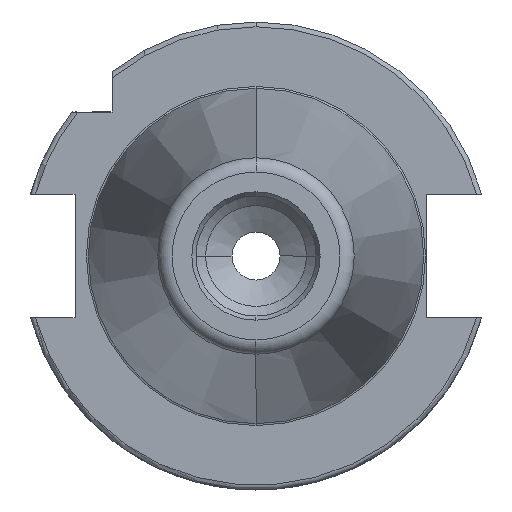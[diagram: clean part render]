
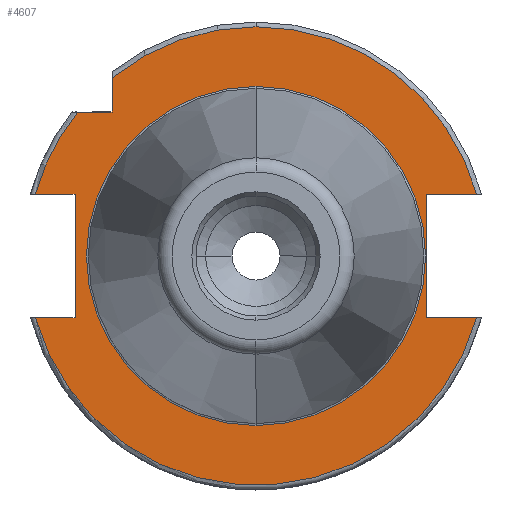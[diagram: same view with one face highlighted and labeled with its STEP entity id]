
A CAD part, left-side view. The second image highlights one B-rep face of the part: STEP entity #4607.
In plain terms, the highlighted planar face has unit normal (-1, 0, 0).
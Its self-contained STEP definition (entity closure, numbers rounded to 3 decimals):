
#33 = ORIENTED_EDGE ( 'NONE', *, *, #2050, .T. ) ;
#40 = DIRECTION ( 'NONE',  ( 0., -1., 0. ) ) ;
#80 = LINE ( 'NONE', #1745, #1721 ) ;
#84 = ORIENTED_EDGE ( 'NONE', *, *, #708, .F. ) ;
#105 = EDGE_CURVE ( 'NONE', #2788, #4557, #228, .T. ) ;
#147 = ORIENTED_EDGE ( 'NONE', *, *, #972, .F. ) ;
#184 = CIRCLE ( 'NONE', #2914, 47.75 ) ;
#196 = CARTESIAN_POINT ( 'NONE',  ( 3.2, -12.85, -35.5 ) ) ;
#228 = LINE ( 'NONE', #1240, #3938 ) ;
#270 = CARTESIAN_POINT ( 'NONE',  ( 3.2, 12.85, -45.988 ) ) ;
#288 = CARTESIAN_POINT ( 'NONE',  ( 3.2, 12.85, 37.7 ) ) ;
#306 = CARTESIAN_POINT ( 'NONE',  ( 3.2, -30., 30. ) ) ;
#375 = AXIS2_PLACEMENT_3D ( 'NONE', #3264, #3331, #3420 ) ;
#401 = CIRCLE ( 'NONE', #375, 47.75 ) ;
#412 = VECTOR ( 'NONE', #3318, 1000. ) ;
#460 = VERTEX_POINT ( 'NONE', #2121 ) ;
#656 = EDGE_CURVE ( 'NONE', #1316, #460, #3306, .T. ) ;
#701 = DIRECTION ( 'NONE',  ( -1., 0., 0. ) ) ;
#708 = EDGE_CURVE ( 'NONE', #1671, #987, #4009, .T. ) ;
#731 = VERTEX_POINT ( 'NONE', #2688 ) ;
#734 = DIRECTION ( 'NONE',  ( -1., 0., 0. ) ) ;
#785 = AXIS2_PLACEMENT_3D ( 'NONE', #2938, #734, #3302 ) ;
#831 = ORIENTED_EDGE ( 'NONE', *, *, #2993, .T. ) ;
#927 = ORIENTED_EDGE ( 'NONE', *, *, #105, .F. ) ;
#962 = CARTESIAN_POINT ( 'NONE',  ( 3.2, -30., 37.149 ) ) ;
#972 = EDGE_CURVE ( 'NONE', #460, #1207, #4064, .T. ) ;
#987 = VERTEX_POINT ( 'NONE', #2059 ) ;
#1045 = VECTOR ( 'NONE', #3525, 1000. ) ;
#1056 = DIRECTION ( 'NONE',  ( 0., -1., 0. ) ) ;
#1207 = VERTEX_POINT ( 'NONE', #4205 ) ;
#1240 = CARTESIAN_POINT ( 'NONE',  ( 3.2, 12.85, -35.5 ) ) ;
#1255 = VERTEX_POINT ( 'NONE', #1951 ) ;
#1316 = VERTEX_POINT ( 'NONE', #962 ) ;
#1362 = EDGE_CURVE ( 'NONE', #3884, #731, #3464, .T. ) ;
#1415 = LINE ( 'NONE', #3159, #3280 ) ;
#1489 = CIRCLE ( 'NONE', #4450, 47.75 ) ;
#1530 = CARTESIAN_POINT ( 'NONE',  ( 3.2, 12.85, 37.7 ) ) ;
#1586 = EDGE_CURVE ( 'NONE', #731, #3884, #2784, .T. ) ;
#1634 = CARTESIAN_POINT ( 'NONE',  ( 3.2, -47.75, 0. ) ) ;
#1645 = CARTESIAN_POINT ( 'NONE',  ( 3.2, 35.325, 0. ) ) ;
#1671 = VERTEX_POINT ( 'NONE', #1857 ) ;
#1721 = VECTOR ( 'NONE', #2505, 1000. ) ;
#1745 = CARTESIAN_POINT ( 'NONE',  ( 3.2, -12.85, -35.5 ) ) ;
#1765 = EDGE_CURVE ( 'NONE', #1316, #987, #401, .T. ) ;
#1849 = ORIENTED_EDGE ( 'NONE', *, *, #2911, .T. ) ;
#1857 = CARTESIAN_POINT ( 'NONE',  ( 3.2, -12.85, 37.7 ) ) ;
#1951 = CARTESIAN_POINT ( 'NONE',  ( 3.2, 12.85, 45.988 ) ) ;
#1970 = VECTOR ( 'NONE', #2989, 1000. ) ;
#2050 = EDGE_CURVE ( 'NONE', #3856, #1207, #1489, .T. ) ;
#2053 = FACE_OUTER_BOUND ( 'NONE', #3424, .T. ) ;
#2059 = CARTESIAN_POINT ( 'NONE',  ( 3.2, -12.85, 45.988 ) ) ;
#2068 = CARTESIAN_POINT ( 'NONE',  ( 3.2, 0., 0. ) ) ;
#2088 = DIRECTION ( 'NONE',  ( 0., -1., 0. ) ) ;
#2096 = DIRECTION ( 'NONE',  ( -1., 0., 0. ) ) ;
#2099 = DIRECTION ( 'NONE',  ( 0., 1., 0. ) ) ;
#2105 = DIRECTION ( 'NONE',  ( 0., -1., 0. ) ) ;
#2121 = CARTESIAN_POINT ( 'NONE',  ( 3.2, -30., 30. ) ) ;
#2159 = DIRECTION ( 'NONE',  ( -1., 0., 0. ) ) ;
#2173 = VECTOR ( 'NONE', #2823, 1000. ) ;
#2291 = ORIENTED_EDGE ( 'NONE', *, *, #3936, .T. ) ;
#2387 = DIRECTION ( 'NONE',  ( -1., 0., 0. ) ) ;
#2398 = CARTESIAN_POINT ( 'NONE',  ( 3.2, 0., 0. ) ) ;
#2402 = CARTESIAN_POINT ( 'NONE',  ( 3.2, 0., 0. ) ) ;
#2481 = AXIS2_PLACEMENT_3D ( 'NONE', #2398, #2387, #2105 ) ;
#2503 = CARTESIAN_POINT ( 'NONE',  ( 3.2, -30., 38.426 ) ) ;
#2505 = DIRECTION ( 'NONE',  ( 0., 0., -1. ) ) ;
#2557 = ORIENTED_EDGE ( 'NONE', *, *, #3798, .T. ) ;
#2648 = AXIS2_PLACEMENT_3D ( 'NONE', #2068, #2096, #2088 ) ;
#2688 = CARTESIAN_POINT ( 'NONE',  ( 3.2, -35.325, 0. ) ) ;
#2741 = CARTESIAN_POINT ( 'NONE',  ( 3.2, 12.85, 37.7 ) ) ;
#2770 = VECTOR ( 'NONE', #3434, 1000. ) ;
#2784 = CIRCLE ( 'NONE', #2648, 35.325 ) ;
#2788 = VERTEX_POINT ( 'NONE', #2984 ) ;
#2792 = AXIS2_PLACEMENT_3D ( 'NONE', #3907, #4246, #2099 ) ;
#2823 = DIRECTION ( 'NONE',  ( 0., -1., 0. ) ) ;
#2889 = LINE ( 'NONE', #2741, #2770 ) ;
#2911 = EDGE_CURVE ( 'NONE', #4441, #4491, #80, .T. ) ;
#2914 = AXIS2_PLACEMENT_3D ( 'NONE', #4293, #2159, #40 ) ;
#2938 = CARTESIAN_POINT ( 'NONE',  ( 3.2, 0., 0. ) ) ;
#2984 = CARTESIAN_POINT ( 'NONE',  ( 3.2, 12.85, -35.5 ) ) ;
#2989 = DIRECTION ( 'NONE',  ( 0., 0., 1. ) ) ;
#2993 = EDGE_CURVE ( 'NONE', #1255, #4557, #3355, .T. ) ;
#3063 = EDGE_LOOP ( 'NONE', ( #3129, #3293 ) ) ;
#3091 = DIRECTION ( 'NONE',  ( 0., 0., -1. ) ) ;
#3129 = ORIENTED_EDGE ( 'NONE', *, *, #1586, .F. ) ;
#3159 = CARTESIAN_POINT ( 'NONE',  ( 3.2, 12.85, -35.5 ) ) ;
#3160 = LINE ( 'NONE', #288, #2173 ) ;
#3264 = CARTESIAN_POINT ( 'NONE',  ( 3.2, 0., 0. ) ) ;
#3280 = VECTOR ( 'NONE', #4562, 1000. ) ;
#3293 = ORIENTED_EDGE ( 'NONE', *, *, #1362, .F. ) ;
#3302 = DIRECTION ( 'NONE',  ( 0., -1., 0. ) ) ;
#3306 = LINE ( 'NONE', #2503, #412 ) ;
#3318 = DIRECTION ( 'NONE',  ( 0., 0., -1. ) ) ;
#3331 = DIRECTION ( 'NONE',  ( -1., 0., 0. ) ) ;
#3355 = CIRCLE ( 'NONE', #785, 47.75 ) ;
#3418 = ORIENTED_EDGE ( 'NONE', *, *, #4564, .F. ) ;
#3420 = DIRECTION ( 'NONE',  ( 0., -1., 0. ) ) ;
#3424 = EDGE_LOOP ( 'NONE', ( #927, #2291, #1849, #4124, #33, #147, #3644, #3518, #84, #3418, #2557, #831 ) ) ;
#3434 = DIRECTION ( 'NONE',  ( 0., 0., 1. ) ) ;
#3464 = CIRCLE ( 'NONE', #2481, 35.325 ) ;
#3481 = EDGE_CURVE ( 'NONE', #4491, #3856, #184, .T. ) ;
#3518 = ORIENTED_EDGE ( 'NONE', *, *, #1765, .T. ) ;
#3525 = DIRECTION ( 'NONE',  ( 0., -1., 0. ) ) ;
#3644 = ORIENTED_EDGE ( 'NONE', *, *, #656, .F. ) ;
#3651 = CARTESIAN_POINT ( 'NONE',  ( 3.2, -12.85, 37.7 ) ) ;
#3798 = EDGE_CURVE ( 'NONE', #4352, #1255, #2889, .T. ) ;
#3856 = VERTEX_POINT ( 'NONE', #1634 ) ;
#3884 = VERTEX_POINT ( 'NONE', #1645 ) ;
#3907 = CARTESIAN_POINT ( 'NONE',  ( 3.2, 35.325, 0. ) ) ;
#3936 = EDGE_CURVE ( 'NONE', #2788, #4441, #1415, .T. ) ;
#3938 = VECTOR ( 'NONE', #3091, 1000. ) ;
#3979 = FACE_BOUND ( 'NONE', #3063, .T. ) ;
#4009 = LINE ( 'NONE', #3651, #1970 ) ;
#4064 = LINE ( 'NONE', #306, #1045 ) ;
#4124 = ORIENTED_EDGE ( 'NONE', *, *, #3481, .T. ) ;
#4205 = CARTESIAN_POINT ( 'NONE',  ( 3.2, -37.149, 30. ) ) ;
#4235 = PLANE ( 'NONE',  #2792 ) ;
#4246 = DIRECTION ( 'NONE',  ( 1., 0., 0. ) ) ;
#4293 = CARTESIAN_POINT ( 'NONE',  ( 3.2, 0., 0. ) ) ;
#4352 = VERTEX_POINT ( 'NONE', #1530 ) ;
#4441 = VERTEX_POINT ( 'NONE', #196 ) ;
#4450 = AXIS2_PLACEMENT_3D ( 'NONE', #2402, #701, #1056 ) ;
#4491 = VERTEX_POINT ( 'NONE', #4538 ) ;
#4538 = CARTESIAN_POINT ( 'NONE',  ( 3.2, -12.85, -45.988 ) ) ;
#4557 = VERTEX_POINT ( 'NONE', #270 ) ;
#4562 = DIRECTION ( 'NONE',  ( 0., -1., 0. ) ) ;
#4564 = EDGE_CURVE ( 'NONE', #4352, #1671, #3160, .T. ) ;
#4607 = ADVANCED_FACE ( 'NONE', ( #3979, #2053 ), #4235, .F. ) ;
